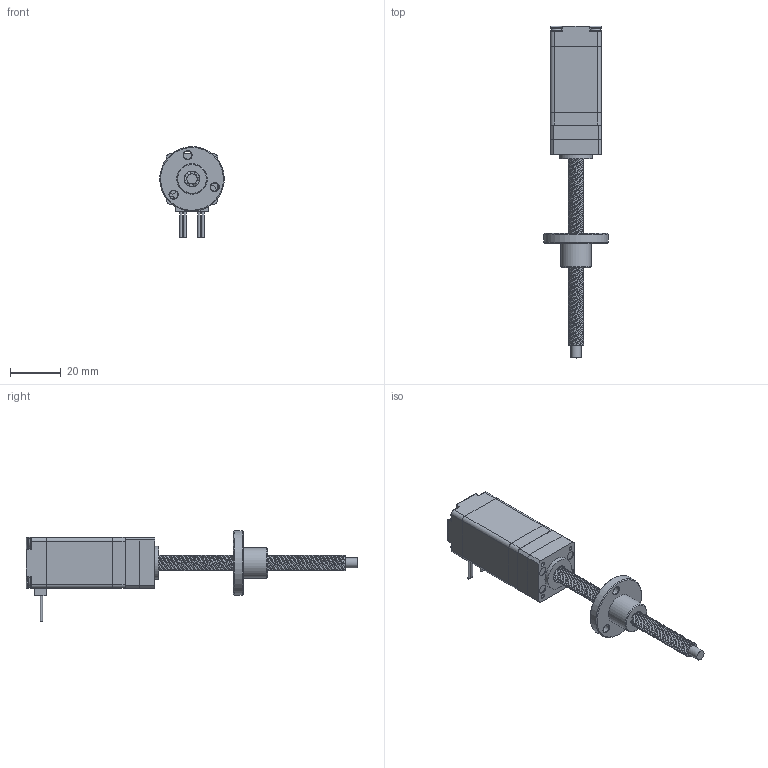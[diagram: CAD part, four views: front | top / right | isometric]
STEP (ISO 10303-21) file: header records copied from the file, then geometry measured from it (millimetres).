
FILE_DESCRIPTION( ( '' ), '1' );
FILE_NAME( 'MS214-05AB-LS0609.stp', '2018-04-16T09:16:43', ( 'Dimamotor' ), ( 'Dimamotor' ), 'PSStep 17.0.49', ' ', ' ' );
FILE_SCHEMA( ( 'AUTOMOTIVE_DESIGN { 1 0 10303 214 1 1 1 1 }' ) );
Length unit declared in the file: millimetre
Products named in the file (10): 步進MS21_單軸下蓋(四線式); Screw_ANSI_B18.6.3_09F_UNC_No2x7I16_v12.00; Assem1; 步進MS214_定子; 步進MS21_直線上蓋; MS214-LSH-組件一; MS214-LSH-組件二; NUT_LS0609; PTA-0609-04(L=75)MS214
Assembly tree (12 placements, depth 3):
  Assem1
    步進MS214_定子
    步進MS21_直線上蓋
    MS214-LSH-組件一
    MS214-LSH-組件二
    NUT_LS0609
    PTA-0609-04(L=75)MS214
    步進MS21_單軸下蓋(四線式)
      Screw_ANSI_B18.6.3_09F_UNC_No2x7I16_v12.00  x4
      步進MS21_單軸下蓋(四線式)
Bounding box: 25.4 x 130.6 x 35.7 mm (x, y, z)
Volume: 23357.6 mm3; surface area: 14447.6 mm2
Topology: 11 solids, 11 shells, 339 faces, 854 edges, 562 vertices
Faces by surface type: plane 139, cylinder 127, cone 41, bspline 24, sphere 4, torus 4
Full cylindrical faces by diameter (mm): 1 x4, 1.6 x12, 2.184 x8, 2.2 x4, 3.2 x3, 3.5 x4, 4 x3, 6 x5, 7 x1, 8 x2, 12 x1, 13 x1, 16 x1, 17 x1, 25.4 x1
Entity records: 24586 total; most frequent: CARTESIAN_POINT 16544, DIRECTION 1204, ORIENTED_EDGE 1144, EDGE_CURVE 572, AXIS2_PLACEMENT_3D 508, VERTEX_POINT 412, EDGE_LOOP 378, FACE_OUTER_BOUND 305
